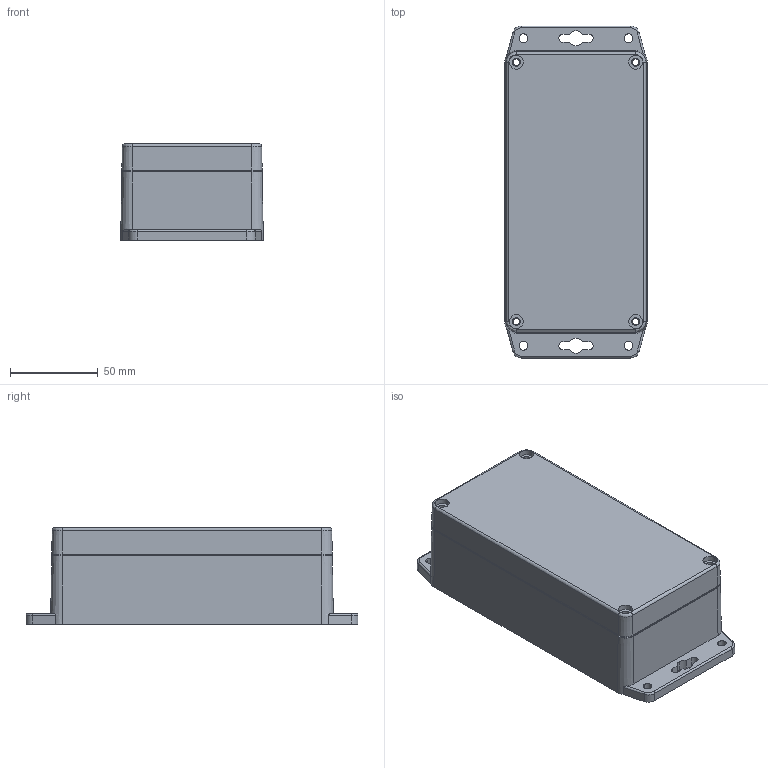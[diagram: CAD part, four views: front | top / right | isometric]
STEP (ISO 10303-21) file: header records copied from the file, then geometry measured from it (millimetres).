
FILE_DESCRIPTION (( 'STEP AP214' ), '1' );
FILE_NAME ('G258MF G368MF.STEP', '2013-03-06T00:33:58', ( 'NEF User' ), ( 'NEF User' ), 'SwSTEP 2.0', 'SolidWorks 2012', '' );
FILE_SCHEMA (( 'AUTOMOTIVE_DESIGN' ));
Length unit declared in the file: millimetre
Products named in the file (3): G258-COVER; G258-BASE; G258MF G368MF
Assembly tree (2 placements, depth 2):
  G258MF G368MF
    G258-BASE
    G258-COVER
Bounding box: 81.4 x 189.4 x 55 mm (x, y, z)
Volume: 177097.2 mm3; surface area: 121971.5 mm2
Topology: 2 solids, 2 shells, 456 faces, 1156 edges, 764 vertices
Faces by surface type: cylinder 182, plane 178, cone 88, torus 4, bspline 4
Entity records: 14306 total; most frequent: CARTESIAN_POINT 2621, DIRECTION 2606, ORIENTED_EDGE 2312, EDGE_CURVE 1156, AXIS2_PLACEMENT_3D 1009, VERTEX_POINT 764, VECTOR 588, LINE 588
